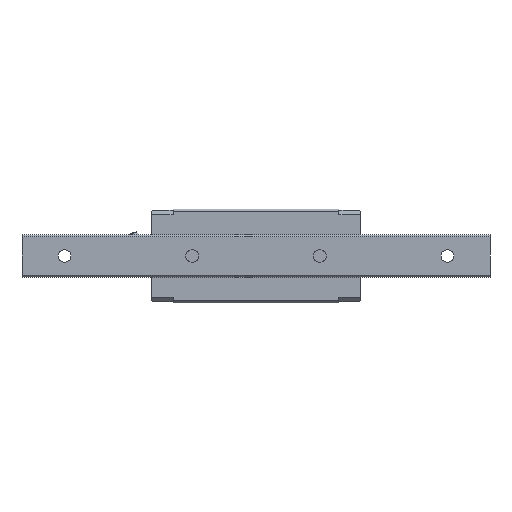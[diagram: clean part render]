
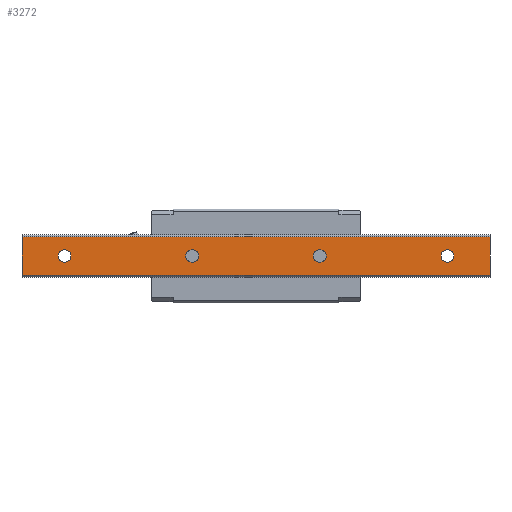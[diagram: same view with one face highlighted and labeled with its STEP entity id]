
A CAD part, front view. The second image highlights one B-rep face of the part: STEP entity #3272.
In plain terms, the highlighted planar face has unit normal (0, -1, 0).
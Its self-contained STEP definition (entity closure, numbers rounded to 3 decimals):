
#1252 = EDGE_CURVE( '', #1366, #1472, #3622, .T. );
#1282 = EDGE_CURVE( '', #1472, #1366, #3656, .T. );
#1292 = VERTEX_POINT( '', #3667 );
#1338 = VERTEX_POINT( '', #3715 );
#1366 = VERTEX_POINT( '', #3746 );
#1472 = VERTEX_POINT( '', #3867 );
#1812 = EDGE_CURVE( '', #1986, #1860, #4239, .T. );
#1860 = VERTEX_POINT( '', #4292 );
#1968 = EDGE_CURVE( '', #1338, #2168, #4411, .T. );
#1986 = VERTEX_POINT( '', #4429 );
#2168 = VERTEX_POINT( '', #4629 );
#2210 = EDGE_CURVE( '', #2418, #2264, #4675, .T. );
#2264 = VERTEX_POINT( '', #4731 );
#2324 = EDGE_CURVE( '', #1292, #2340, #4796, .T. );
#2340 = VERTEX_POINT( '', #4814 );
#2344 = EDGE_CURVE( '', #1292, #1338, #4818, .T. );
#2418 = VERTEX_POINT( '', #4898 );
#2514 = EDGE_CURVE( '', #1860, #1986, #5006, .T. );
#2850 = EDGE_CURVE( '', #2994, #2888, #5372, .T. );
#2888 = VERTEX_POINT( '', #5411 );
#2994 = VERTEX_POINT( '', #5529 );
#3144 = EDGE_CURVE( '', #2168, #2340, #5693, .T. );
#3272 = ADVANCED_FACE( '', ( #5829, #5830, #5831, #5832, #5833 ), #5834, .T. );
#3374 = EDGE_CURVE( '', #2888, #2994, #5955, .T. );
#3388 = EDGE_CURVE( '', #2264, #2418, #5971, .T. );
#3622 = CIRCLE( '', #6237, 3. );
#3656 = CIRCLE( '', #6279, 3. );
#3667 = CARTESIAN_POINT( '', ( -20., 0., 9. ) );
#3715 = CARTESIAN_POINT( '', ( -20., 0., -9. ) );
#3746 = CARTESIAN_POINT( '', ( 57., 0., 0. ) );
#3867 = CARTESIAN_POINT( '', ( 63., 0., 0. ) );
#4239 = CIRCLE( '', #7138, 3. );
#4292 = CARTESIAN_POINT( '', ( 117., 0., 0. ) );
#4411 = LINE( '', #7385, #7386 );
#4429 = CARTESIAN_POINT( '', ( 123., 0., 0. ) );
#4629 = CARTESIAN_POINT( '', ( 200., 0., -9. ) );
#4675 = CIRCLE( '', #7791, 3. );
#4731 = CARTESIAN_POINT( '', ( 177., 0., 0. ) );
#4796 = LINE( '', #7956, #7957 );
#4814 = CARTESIAN_POINT( '', ( 200., 0., 9. ) );
#4818 = LINE( '', #7984, #7985 );
#4898 = CARTESIAN_POINT( '', ( 183., 0., 0. ) );
#5006 = CIRCLE( '', #8247, 3. );
#5372 = CIRCLE( '', #8812, 3. );
#5411 = CARTESIAN_POINT( '', ( -3., 0., 0. ) );
#5529 = CARTESIAN_POINT( '', ( 3., 0., 0. ) );
#5693 = LINE( '', #9309, #9310 );
#5829 = FACE_BOUND( '', #9493, .T. );
#5830 = FACE_BOUND( '', #9494, .T. );
#5831 = FACE_BOUND( '', #9495, .T. );
#5832 = FACE_BOUND( '', #9496, .T. );
#5833 = FACE_OUTER_BOUND( '', #9497, .T. );
#5834 = PLANE( '', #9498 );
#5955 = CIRCLE( '', #9652, 3. );
#5971 = CIRCLE( '', #9677, 3. );
#6237 = AXIS2_PLACEMENT_3D( '', #10011, #10012, #10013 );
#6279 = AXIS2_PLACEMENT_3D( '', #10052, #10053, #10054 );
#7138 = AXIS2_PLACEMENT_3D( '', #10689, #10690, #10691 );
#7385 = CARTESIAN_POINT( '', ( -20., 0., -9. ) );
#7386 = VECTOR( '', #10877, 1. );
#7791 = AXIS2_PLACEMENT_3D( '', #11199, #11200, #11201 );
#7956 = CARTESIAN_POINT( '', ( -20., 0., 9. ) );
#7957 = VECTOR( '', #11335, 1. );
#7984 = CARTESIAN_POINT( '', ( -20., 0., 9. ) );
#7985 = VECTOR( '', #11360, 1. );
#8247 = AXIS2_PLACEMENT_3D( '', #11588, #11589, #11590 );
#8812 = AXIS2_PLACEMENT_3D( '', #11997, #11998, #11999 );
#9309 = CARTESIAN_POINT( '', ( 200., 0., 9. ) );
#9310 = VECTOR( '', #12341, 1. );
#9493 = EDGE_LOOP( '', ( #12460, #12461 ) );
#9494 = EDGE_LOOP( '', ( #12462, #12463 ) );
#9495 = EDGE_LOOP( '', ( #12464, #12465 ) );
#9496 = EDGE_LOOP( '', ( #12466, #12467 ) );
#9497 = EDGE_LOOP( '', ( #12468, #12469, #12470, #12471 ) );
#9498 = AXIS2_PLACEMENT_3D( '', #12472, #12473, #12474 );
#9652 = AXIS2_PLACEMENT_3D( '', #12664, #12665, #12666 );
#9677 = AXIS2_PLACEMENT_3D( '', #12715, #12716, #12717 );
#10011 = CARTESIAN_POINT( '', ( 60., 0., 0. ) );
#10012 = DIRECTION( '', ( 0., 1., 0. ) );
#10013 = DIRECTION( '', ( 1., 0., 0. ) );
#10052 = CARTESIAN_POINT( '', ( 60., 0., 0. ) );
#10053 = DIRECTION( '', ( 0., 1., 0. ) );
#10054 = DIRECTION( '', ( 1., 0., 0. ) );
#10689 = CARTESIAN_POINT( '', ( 120., 0., 0. ) );
#10690 = DIRECTION( '', ( 0., 1., 0. ) );
#10691 = DIRECTION( '', ( 1., 0., 0. ) );
#10877 = DIRECTION( '', ( 1., 0., 0. ) );
#11199 = CARTESIAN_POINT( '', ( 180., 0., 0. ) );
#11200 = DIRECTION( '', ( 0., 1., 0. ) );
#11201 = DIRECTION( '', ( 1., 0., 0. ) );
#11335 = DIRECTION( '', ( 1., 0., 0. ) );
#11360 = DIRECTION( '', ( 0., 0., -1. ) );
#11588 = CARTESIAN_POINT( '', ( 120., 0., 0. ) );
#11589 = DIRECTION( '', ( 0., 1., 0. ) );
#11590 = DIRECTION( '', ( 1., 0., 0. ) );
#11997 = CARTESIAN_POINT( '', ( 0., 0., 0. ) );
#11998 = DIRECTION( '', ( 0., 1., 0. ) );
#11999 = DIRECTION( '', ( 1., 0., 0. ) );
#12341 = DIRECTION( '', ( 0., 0., 1. ) );
#12460 = ORIENTED_EDGE( '', *, *, #1282, .T. );
#12461 = ORIENTED_EDGE( '', *, *, #1252, .T. );
#12462 = ORIENTED_EDGE( '', *, *, #1812, .T. );
#12463 = ORIENTED_EDGE( '', *, *, #2514, .T. );
#12464 = ORIENTED_EDGE( '', *, *, #2210, .T. );
#12465 = ORIENTED_EDGE( '', *, *, #3388, .T. );
#12466 = ORIENTED_EDGE( '', *, *, #2850, .T. );
#12467 = ORIENTED_EDGE( '', *, *, #3374, .T. );
#12468 = ORIENTED_EDGE( '', *, *, #3144, .T. );
#12469 = ORIENTED_EDGE( '', *, *, #2324, .F. );
#12470 = ORIENTED_EDGE( '', *, *, #2344, .T. );
#12471 = ORIENTED_EDGE( '', *, *, #1968, .T. );
#12472 = CARTESIAN_POINT( '', ( -20., 0., -9. ) );
#12473 = DIRECTION( '', ( 0., -1., 0. ) );
#12474 = DIRECTION( '', ( 0., 0., -1. ) );
#12664 = CARTESIAN_POINT( '', ( 0., 0., 0. ) );
#12665 = DIRECTION( '', ( 0., 1., 0. ) );
#12666 = DIRECTION( '', ( 1., 0., 0. ) );
#12715 = CARTESIAN_POINT( '', ( 180., 0., 0. ) );
#12716 = DIRECTION( '', ( 0., 1., 0. ) );
#12717 = DIRECTION( '', ( 1., 0., 0. ) );
